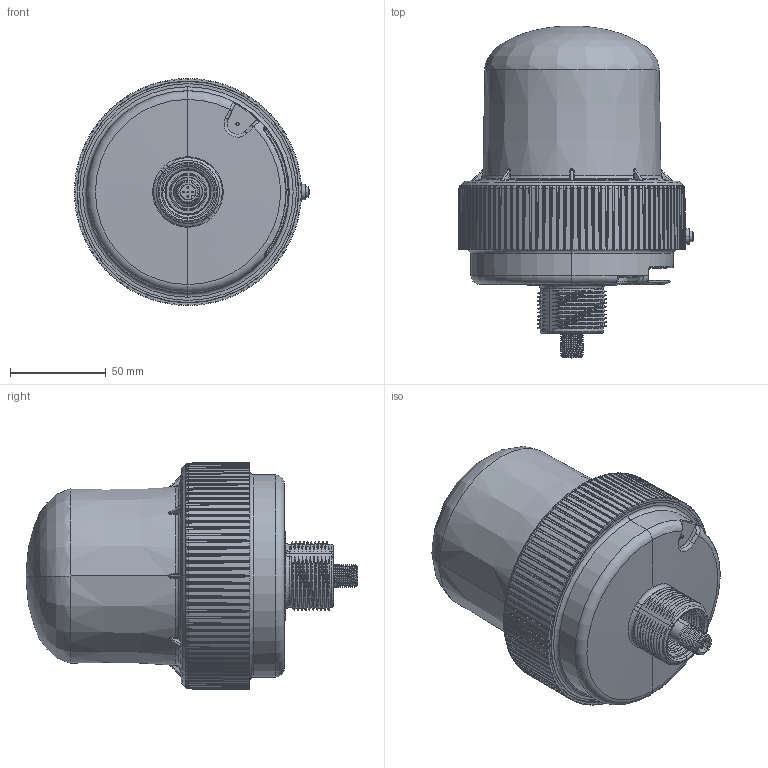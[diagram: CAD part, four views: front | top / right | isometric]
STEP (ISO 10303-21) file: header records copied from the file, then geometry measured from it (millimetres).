
FILE_DESCRIPTION((''),'2;1');
FILE_NAME('224906_ASM','2021-09-17T16:54:56',('PDMAdmin'),('BANNER ENGINEERING'),'CREO PARAMETRIC BY PTC INC, 2019292','CREO PARAMETRIC BY PTC INC, 2019292','');
FILE_SCHEMA(('CONFIG_CONTROL_DESIGN'));
Length unit declared in the file: millimetre
Products named in the file (2): 224906_EP02; 224906_ASM
Assembly tree (1 placements, depth 2):
  224906_ASM
    224906_EP02
Bounding box: 122.72 x 173.28 x 118.5 mm (x, y, z)
Volume: 1026809.9 mm3; surface area: 97308.2 mm2
Topology: 1 solids, 2 shells, 1321 faces, 3584 edges, 2287 vertices
Faces by surface type: plane 406, cylinder 397, bspline 266, cone 167, torus 59, sphere 22, revolution 4
Entity records: 101528 total; most frequent: CARTESIAN_POINT 71970, ORIENTED_EDGE 7168, DIRECTION 4735, EDGE_CURVE 3584, VERTEX_POINT 2287, AXIS2_PLACEMENT_3D 1778, B_SPLINE_CURVE_WITH_KNOTS 1689, EDGE_LOOP 1345
